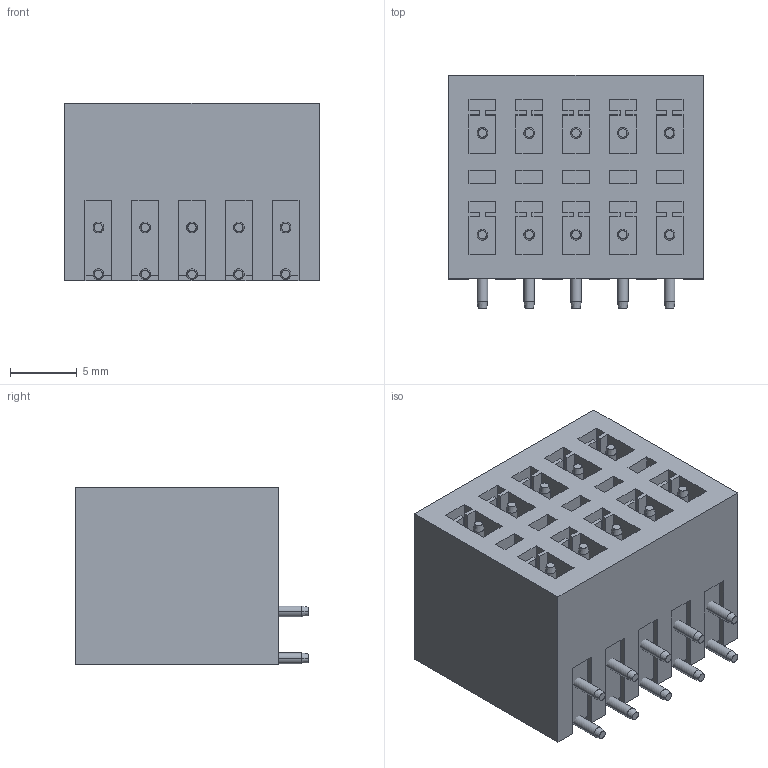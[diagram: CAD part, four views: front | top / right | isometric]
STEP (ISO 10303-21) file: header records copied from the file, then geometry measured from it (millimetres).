
FILE_DESCRIPTION (( 'STEP AP214' ), '1' );
FILE_NAME ('thr_conn-th-2x5p.STEP', '2024-03-29T08:02:49', ( '' ), ( '' ), 'SwSTEP 2.0', 'SolidWorks 2020', '' );
FILE_SCHEMA (( 'AUTOMOTIVE_DESIGN' ));
Length unit declared in the file: millimetre
Products named in the file (3): 錨璃2^thr_conn-th-2x5p; thr_conn-th-2x5p; 錨璃1^thr_conn-th-2x5p
Assembly tree (2 placements, depth 2):
  thr_conn-th-2x5p
    錨璃1^thr_conn-th-2x5p
    錨璃2^thr_conn-th-2x5p
Bounding box: 19 x 17.4 x 13.3 mm (x, y, z)
Volume: 3440.4 mm3; surface area: 2965.8 mm2
Topology: 11 solids, 11 shells, 301 faces, 722 edges, 468 vertices
Faces by surface type: plane 221, cone 40, cylinder 40
Entity records: 8807 total; most frequent: CARTESIAN_POINT 1496, DIRECTION 1454, ORIENTED_EDGE 1444, EDGE_CURVE 722, VECTOR 602, LINE 602, VERTEX_POINT 468, AXIS2_PLACEMENT_3D 426
